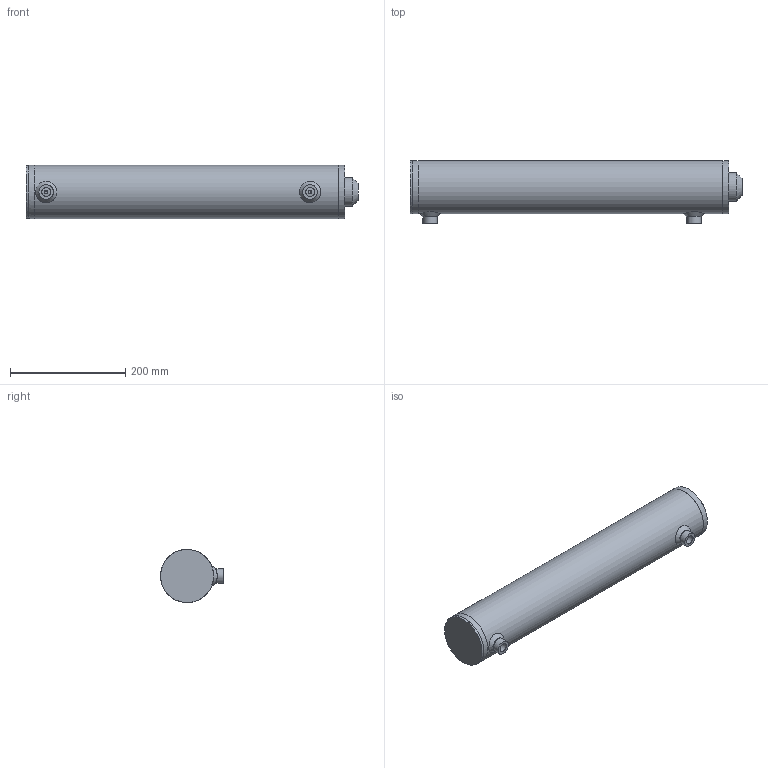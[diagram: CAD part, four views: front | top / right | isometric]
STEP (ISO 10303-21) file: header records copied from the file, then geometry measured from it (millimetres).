
FILE_DESCRIPTION(/* description */ (''),/* implementation_level */ '2;1');
FILE_NAME(/* name */ 'CY0800500400A00A00-1.stp',/* time_stamp */ '2023-06-01T14:07:32+02:00',/* author */ ('msn'),/* organization */ (''),/* preprocessor_version */ 'ST-DEVELOPER v19.2',/* originating_system */ 'Autodesk Inventor 2023',/* authorisation */ '');
FILE_SCHEMA (('AUTOMOTIVE_DESIGN { 1 0 10303 214 3 1 1 }'));
Length unit declared in the file: millimetre
Products named in the file (9): CY0800500400A00A00-1; CY0800500400A00A00-1_1; NBF00080092; NBP000080030; NBT009208050; rør ø92; bødsning; stok; Wuerth_036830_DIN 985, stål I6I/I8I, forzinket
Assembly tree (9 placements, depth 2):
  CY0800500400A00A00-1
    CY0800500400A00A00-1_1
    bødsning  x2
    NBF00080092
    NBP000080030
    NBT009208050
    rør ø92
    stok
    Wuerth_036830_DIN 985, stål I6I/I8I, forzinket
Bounding box: 575 x 108.95 x 92 mm (x, y, z)
Volume: 2323075 mm3; surface area: 485479.3 mm2
Topology: 11 solids, 11 shells, 134 faces, 266 edges, 171 vertices
Faces by surface type: cylinder 52, plane 45, cone 35, bspline 2
Full cylindrical faces by diameter (mm): 6 x2, 14.95 x2, 20.95 x2, 25 x4, 27 x1, 30 x5, 33 x1, 50 x5, 52 x1, 58.6 x1, 60 x1, 65 x1, 70 x1, 75 x2, 80 x7, 84 x2, 85 x2, 92 x4
Entity records: 4548 total; most frequent: CARTESIAN_POINT 1500, DIRECTION 620, ORIENTED_EDGE 506, AXIS2_PLACEMENT_3D 271, EDGE_CURVE 253, VERTEX_POINT 163, EDGE_LOOP 162, CIRCLE 129
